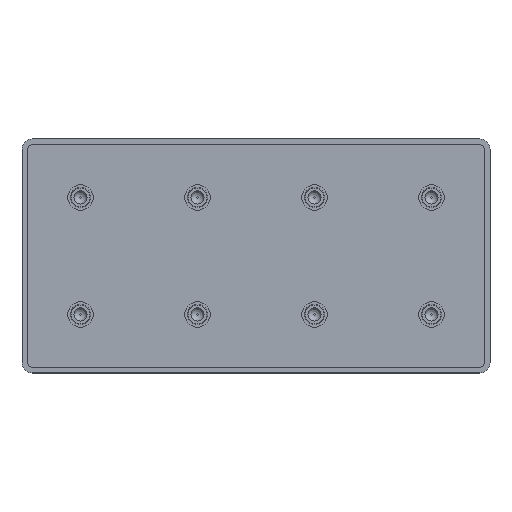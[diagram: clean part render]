
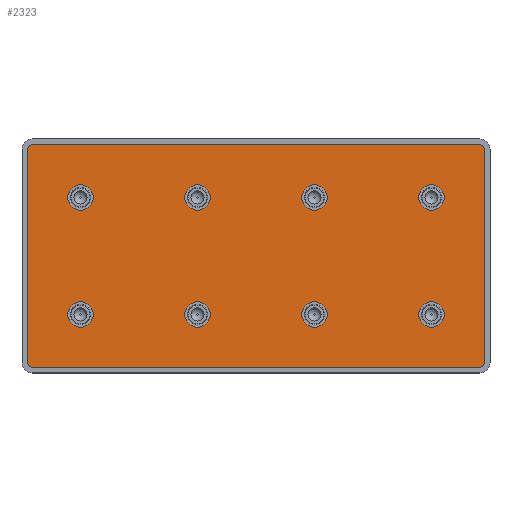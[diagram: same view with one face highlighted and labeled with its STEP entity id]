
A CAD part, top view. The second image highlights one B-rep face of the part: STEP entity #2323.
In plain terms, the highlighted planar face has unit normal (0, 0, 1).
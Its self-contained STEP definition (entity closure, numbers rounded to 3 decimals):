
#189=CARTESIAN_POINT('',(20.0,-24.35,-2.));
#190=VERTEX_POINT('',#189);
#191=CARTESIAN_POINT('',(20.0,-20.0,-2.0));
#192=DIRECTION('',(0.0,0.0,-1.0));
#193=DIRECTION('',(0.0,-1.0,0.0));
#194=AXIS2_PLACEMENT_3D('',#191,#192,#193);
#195=CIRCLE('',#194,4.35);
#196=EDGE_CURVE('',#190,#190,#195,.T.);
#434=CARTESIAN_POINT('',(20.0,15.65,-2.));
#435=VERTEX_POINT('',#434);
#436=CARTESIAN_POINT('',(20.0,20.0,-2.0));
#437=DIRECTION('',(0.0,0.0,-1.0));
#438=DIRECTION('',(0.0,-1.0,0.0));
#439=AXIS2_PLACEMENT_3D('',#436,#437,#438);
#440=CIRCLE('',#439,4.35);
#441=EDGE_CURVE('',#435,#435,#440,.T.);
#679=CARTESIAN_POINT('',(60.0,-24.35,-2.));
#680=VERTEX_POINT('',#679);
#681=CARTESIAN_POINT('',(60.0,-20.0,-2.0));
#682=DIRECTION('',(0.0,0.0,-1.0));
#683=DIRECTION('',(0.0,-1.0,0.0));
#684=AXIS2_PLACEMENT_3D('',#681,#682,#683);
#685=CIRCLE('',#684,4.35);
#686=EDGE_CURVE('',#680,#680,#685,.T.);
#924=CARTESIAN_POINT('',(60.0,15.65,-2.));
#925=VERTEX_POINT('',#924);
#926=CARTESIAN_POINT('',(60.0,20.0,-2.0));
#927=DIRECTION('',(0.0,0.0,-1.0));
#928=DIRECTION('',(0.0,-1.0,0.0));
#929=AXIS2_PLACEMENT_3D('',#926,#927,#928);
#930=CIRCLE('',#929,4.35);
#931=EDGE_CURVE('',#925,#925,#930,.T.);
#1169=CARTESIAN_POINT('',(-20.0,-24.35,-2.));
#1170=VERTEX_POINT('',#1169);
#1171=CARTESIAN_POINT('',(-20.0,-20.0,-2.0));
#1172=DIRECTION('',(0.0,0.0,-1.0));
#1173=DIRECTION('',(0.0,-1.0,0.0));
#1174=AXIS2_PLACEMENT_3D('',#1171,#1172,#1173);
#1175=CIRCLE('',#1174,4.35);
#1176=EDGE_CURVE('',#1170,#1170,#1175,.T.);
#1414=CARTESIAN_POINT('',(-20.0,15.65,-2.));
#1415=VERTEX_POINT('',#1414);
#1416=CARTESIAN_POINT('',(-20.0,20.0,-2.0));
#1417=DIRECTION('',(0.0,0.0,-1.0));
#1418=DIRECTION('',(0.0,-1.0,0.0));
#1419=AXIS2_PLACEMENT_3D('',#1416,#1417,#1418);
#1420=CIRCLE('',#1419,4.35);
#1421=EDGE_CURVE('',#1415,#1415,#1420,.T.);
#1659=CARTESIAN_POINT('',(-60.0,-24.35,-2.));
#1660=VERTEX_POINT('',#1659);
#1661=CARTESIAN_POINT('',(-60.0,-20.0,-2.0));
#1662=DIRECTION('',(0.0,0.0,-1.0));
#1663=DIRECTION('',(0.0,-1.0,0.0));
#1664=AXIS2_PLACEMENT_3D('',#1661,#1662,#1663);
#1665=CIRCLE('',#1664,4.35);
#1666=EDGE_CURVE('',#1660,#1660,#1665,.T.);
#1904=CARTESIAN_POINT('',(-60.0,15.65,-2.));
#1905=VERTEX_POINT('',#1904);
#1906=CARTESIAN_POINT('',(-60.0,20.0,-2.0));
#1907=DIRECTION('',(0.0,0.0,-1.0));
#1908=DIRECTION('',(0.0,-1.0,0.0));
#1909=AXIS2_PLACEMENT_3D('',#1906,#1907,#1908);
#1910=CIRCLE('',#1909,4.35);
#1911=EDGE_CURVE('',#1905,#1905,#1910,.T.);
#2033=CARTESIAN_POINT('',(-78.,36.5,-2.0));
#2034=VERTEX_POINT('',#2033);
#2035=CARTESIAN_POINT('',(-78.,-36.5,-2.0));
#2036=VERTEX_POINT('',#2035);
#2037=CARTESIAN_POINT('',(-78.,36.5,-2.0));
#2038=DIRECTION('',(0.0,-1.0,0.0));
#2039=VECTOR('',#2038,73.);
#2040=LINE('',#2037,#2039);
#2041=EDGE_CURVE('',#2034,#2036,#2040,.T.);
#2073=CARTESIAN_POINT('',(-76.5,-38.,-2.0));
#2074=VERTEX_POINT('',#2073);
#2075=CARTESIAN_POINT('',(-76.5,-36.5,-2.0));
#2076=DIRECTION('',(0.0,0.0,1.0));
#2077=DIRECTION('',(1.0,0.0,0.0));
#2078=AXIS2_PLACEMENT_3D('',#2075,#2076,#2077);
#2079=CIRCLE('',#2078,1.5);
#2080=EDGE_CURVE('',#2036,#2074,#2079,.T.);
#2106=CARTESIAN_POINT('',(76.5,-38.,-2.0));
#2107=VERTEX_POINT('',#2106);
#2108=CARTESIAN_POINT('',(-76.5,-38.,-2.0));
#2109=DIRECTION('',(1.0,0.0,0.0));
#2110=VECTOR('',#2109,153.);
#2111=LINE('',#2108,#2110);
#2112=EDGE_CURVE('',#2074,#2107,#2111,.T.);
#2137=CARTESIAN_POINT('',(78.,-36.5,-2.0));
#2138=VERTEX_POINT('',#2137);
#2139=CARTESIAN_POINT('',(76.5,-36.5,-2.0));
#2140=DIRECTION('',(0.0,0.0,1.0));
#2141=DIRECTION('',(0.0,1.0,0.0));
#2142=AXIS2_PLACEMENT_3D('',#2139,#2140,#2141);
#2143=CIRCLE('',#2142,1.5);
#2144=EDGE_CURVE('',#2107,#2138,#2143,.T.);
#2170=CARTESIAN_POINT('',(78.,36.5,-2.0));
#2171=VERTEX_POINT('',#2170);
#2172=CARTESIAN_POINT('',(78.,-36.5,-2.0));
#2173=DIRECTION('',(0.0,1.0,0.0));
#2174=VECTOR('',#2173,73.);
#2175=LINE('',#2172,#2174);
#2176=EDGE_CURVE('',#2138,#2171,#2175,.T.);
#2201=CARTESIAN_POINT('',(76.5,38.,-2.0));
#2202=VERTEX_POINT('',#2201);
#2203=CARTESIAN_POINT('',(76.5,36.5,-2.0));
#2204=DIRECTION('',(0.0,0.0,1.0));
#2205=DIRECTION('',(-1.0,0.0,0.0));
#2206=AXIS2_PLACEMENT_3D('',#2203,#2204,#2205);
#2207=CIRCLE('',#2206,1.5);
#2208=EDGE_CURVE('',#2171,#2202,#2207,.T.);
#2234=CARTESIAN_POINT('',(-76.5,38.,-2.0));
#2235=VERTEX_POINT('',#2234);
#2236=CARTESIAN_POINT('',(76.5,38.,-2.0));
#2237=DIRECTION('',(-1.0,0.0,0.0));
#2238=VECTOR('',#2237,153.);
#2239=LINE('',#2236,#2238);
#2240=EDGE_CURVE('',#2202,#2235,#2239,.T.);
#2265=CARTESIAN_POINT('',(-76.5,36.5,-2.0));
#2266=DIRECTION('',(0.0,0.0,1.0));
#2267=DIRECTION('',(0.0,-1.0,0.0));
#2268=AXIS2_PLACEMENT_3D('',#2265,#2266,#2267);
#2269=CIRCLE('',#2268,1.5);
#2270=EDGE_CURVE('',#2235,#2034,#2269,.T.);
#2284=CARTESIAN_POINT('',(0.,0.,-2.0));
#2285=DIRECTION('',(0.0,0.0,1.0));
#2286=DIRECTION('',(1.0,0.0,0.0));
#2287=AXIS2_PLACEMENT_3D('',#2284,#2285,#2286);
#2288=PLANE('',#2287);
#2289=ORIENTED_EDGE('',*,*,#2041,.T.);
#2290=ORIENTED_EDGE('',*,*,#2080,.T.);
#2291=ORIENTED_EDGE('',*,*,#2112,.T.);
#2292=ORIENTED_EDGE('',*,*,#2144,.T.);
#2293=ORIENTED_EDGE('',*,*,#2176,.T.);
#2294=ORIENTED_EDGE('',*,*,#2208,.T.);
#2295=ORIENTED_EDGE('',*,*,#2240,.T.);
#2296=ORIENTED_EDGE('',*,*,#2270,.T.);
#2297=EDGE_LOOP('',(#2289,#2290,#2291,#2292,#2293,#2294,#2295,#2296));
#2298=FACE_OUTER_BOUND('',#2297,.T.);
#2299=ORIENTED_EDGE('',*,*,#196,.T.);
#2300=EDGE_LOOP('',(#2299));
#2301=FACE_BOUND('',#2300,.T.);
#2302=ORIENTED_EDGE('',*,*,#441,.T.);
#2303=EDGE_LOOP('',(#2302));
#2304=FACE_BOUND('',#2303,.T.);
#2305=ORIENTED_EDGE('',*,*,#686,.T.);
#2306=EDGE_LOOP('',(#2305));
#2307=FACE_BOUND('',#2306,.T.);
#2308=ORIENTED_EDGE('',*,*,#931,.T.);
#2309=EDGE_LOOP('',(#2308));
#2310=FACE_BOUND('',#2309,.T.);
#2311=ORIENTED_EDGE('',*,*,#1176,.T.);
#2312=EDGE_LOOP('',(#2311));
#2313=FACE_BOUND('',#2312,.T.);
#2314=ORIENTED_EDGE('',*,*,#1421,.T.);
#2315=EDGE_LOOP('',(#2314));
#2316=FACE_BOUND('',#2315,.T.);
#2317=ORIENTED_EDGE('',*,*,#1666,.T.);
#2318=EDGE_LOOP('',(#2317));
#2319=FACE_BOUND('',#2318,.T.);
#2320=ORIENTED_EDGE('',*,*,#1911,.T.);
#2321=EDGE_LOOP('',(#2320));
#2322=FACE_BOUND('',#2321,.T.);
#2323=ADVANCED_FACE('',(#2298,#2301,#2304,#2307,#2310,#2313,#2316,#2319,#2322),#2288,.T.);
